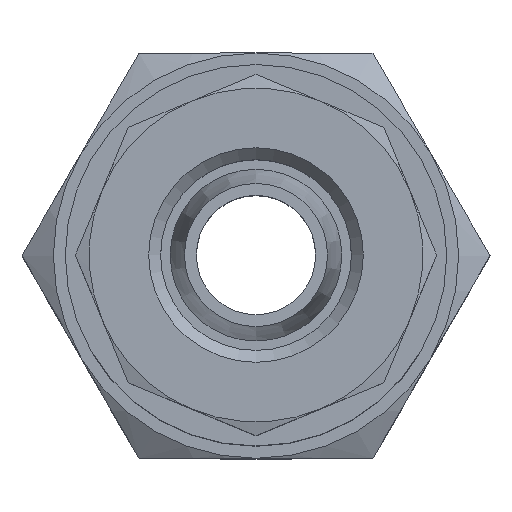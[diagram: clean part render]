
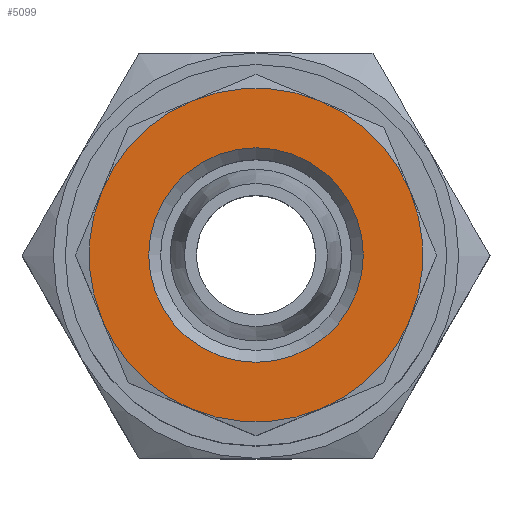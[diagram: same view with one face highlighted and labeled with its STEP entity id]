
A CAD part, top view. The second image highlights one B-rep face of the part: STEP entity #5099.
In plain terms, the highlighted face is planar.
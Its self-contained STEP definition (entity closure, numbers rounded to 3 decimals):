
#2722=ORIENTED_EDGE('',*,*,#3201,.F.);
#2723=ORIENTED_EDGE('',*,*,#3202,.F.);
#2724=ORIENTED_EDGE('',*,*,#3203,.F.);
#2725=ORIENTED_EDGE('',*,*,#3204,.F.);
#2726=ORIENTED_EDGE('',*,*,#3205,.F.);
#2727=ORIENTED_EDGE('',*,*,#3206,.F.);
#2728=ORIENTED_EDGE('',*,*,#3207,.F.);
#2729=ORIENTED_EDGE('',*,*,#3208,.F.);
#2730=ORIENTED_EDGE('',*,*,#3200,.T.);
#2884=CIRCLE('',#4907,4.5);
#2885=CIRCLE('',#4909,7.);
#2886=CIRCLE('',#4910,7.);
#2887=CIRCLE('',#4911,7.);
#2888=CIRCLE('',#4912,7.);
#2889=CIRCLE('',#4913,7.);
#2890=CIRCLE('',#4914,7.);
#2891=CIRCLE('',#4915,7.);
#2892=CIRCLE('',#4916,7.);
#3008=VERTEX_POINT('',#4571);
#3009=VERTEX_POINT('',#4574);
#3010=VERTEX_POINT('',#4575);
#3011=VERTEX_POINT('',#4577);
#3012=VERTEX_POINT('',#4579);
#3013=VERTEX_POINT('',#4581);
#3014=VERTEX_POINT('',#4583);
#3015=VERTEX_POINT('',#4585);
#3016=VERTEX_POINT('',#4587);
#3200=EDGE_CURVE('',#3008,#3008,#2884,.T.);
#3201=EDGE_CURVE('',#3009,#3010,#2885,.T.);
#3202=EDGE_CURVE('',#3011,#3009,#2886,.T.);
#3203=EDGE_CURVE('',#3012,#3011,#2887,.T.);
#3204=EDGE_CURVE('',#3013,#3012,#2888,.T.);
#3205=EDGE_CURVE('',#3014,#3013,#2889,.T.);
#3206=EDGE_CURVE('',#3015,#3014,#2890,.T.);
#3207=EDGE_CURVE('',#3016,#3015,#2891,.T.);
#3208=EDGE_CURVE('',#3010,#3016,#2892,.T.);
#3380=EDGE_LOOP('',(#2722,#2723,#2724,#2725,#2726,#2727,#2728,#2729));
#3381=EDGE_LOOP('',(#2730));
#3544=FACE_BOUND('',#3380,.T.);
#3545=FACE_BOUND('',#3381,.T.);
#4072=DIRECTION('',(0.,-1.,0.));
#4073=DIRECTION('',(0.,0.,-4.5));
#4074=DIRECTION('',(0.,1.,0.));
#4075=DIRECTION('',(1.,0.,0.));
#4076=DIRECTION('',(0.,-1.,0.));
#4077=DIRECTION('',(0.,0.,7.));
#4078=DIRECTION('',(0.,-1.,0.));
#4079=DIRECTION('',(0.,0.,7.));
#4080=DIRECTION('',(0.,-1.,0.));
#4081=DIRECTION('',(0.,0.,7.));
#4082=DIRECTION('',(0.,-1.,0.));
#4083=DIRECTION('',(0.,0.,7.));
#4084=DIRECTION('',(0.,-1.,0.));
#4085=DIRECTION('',(0.,0.,7.));
#4086=DIRECTION('',(0.,-1.,0.));
#4087=DIRECTION('',(0.,0.,7.));
#4088=DIRECTION('',(0.,-1.,0.));
#4089=DIRECTION('',(0.,0.,7.));
#4090=DIRECTION('',(0.,-1.,0.));
#4091=DIRECTION('',(0.,0.,7.));
#4571=CARTESIAN_POINT('',(26.989,28.095,-4.5));
#4572=CARTESIAN_POINT('',(26.989,28.095,0.));
#4573=CARTESIAN_POINT('',(29.668,28.095,6.467));
#4574=CARTESIAN_POINT('',(20.522,28.095,-2.679));
#4575=CARTESIAN_POINT('',(24.31,28.095,-6.467));
#4576=CARTESIAN_POINT('',(26.989,28.095,0.));
#4577=CARTESIAN_POINT('',(20.522,28.095,2.679));
#4578=CARTESIAN_POINT('',(26.989,28.095,0.));
#4579=CARTESIAN_POINT('',(24.31,28.095,6.467));
#4580=CARTESIAN_POINT('',(26.989,28.095,0.));
#4581=CARTESIAN_POINT('',(29.668,28.095,6.467));
#4582=CARTESIAN_POINT('',(26.989,28.095,0.));
#4583=CARTESIAN_POINT('',(33.456,28.095,2.679));
#4584=CARTESIAN_POINT('',(26.989,28.095,0.));
#4585=CARTESIAN_POINT('',(33.456,28.095,-2.679));
#4586=CARTESIAN_POINT('',(26.989,28.095,0.));
#4587=CARTESIAN_POINT('',(29.668,28.095,-6.467));
#4588=CARTESIAN_POINT('',(26.989,28.095,0.));
#4589=CARTESIAN_POINT('',(26.989,28.095,0.));
#4907=AXIS2_PLACEMENT_3D('',#4572,#4072,#4073);
#4908=AXIS2_PLACEMENT_3D('',#4573,#4074,#4075);
#4909=AXIS2_PLACEMENT_3D('',#4576,#4076,#4077);
#4910=AXIS2_PLACEMENT_3D('',#4578,#4078,#4079);
#4911=AXIS2_PLACEMENT_3D('',#4580,#4080,#4081);
#4912=AXIS2_PLACEMENT_3D('',#4582,#4082,#4083);
#4913=AXIS2_PLACEMENT_3D('',#4584,#4084,#4085);
#4914=AXIS2_PLACEMENT_3D('',#4586,#4086,#4087);
#4915=AXIS2_PLACEMENT_3D('',#4588,#4088,#4089);
#4916=AXIS2_PLACEMENT_3D('',#4589,#4090,#4091);
#4995=PLANE('',#4908);
#5099=ADVANCED_FACE('',(#3544,#3545),#4995,.T.);
